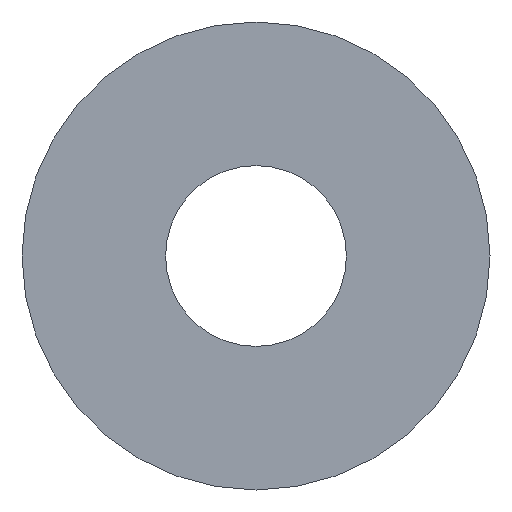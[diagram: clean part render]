
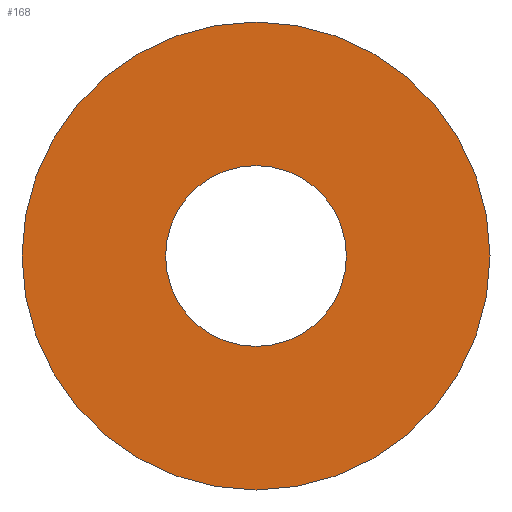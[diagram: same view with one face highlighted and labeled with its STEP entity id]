
A CAD part, left-side view. The second image highlights one B-rep face of the part: STEP entity #168.
In plain terms, the highlighted planar face has unit normal (-1, 0, 0).
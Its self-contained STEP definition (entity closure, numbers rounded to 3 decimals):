
#4 = EDGE_LOOP ( 'NONE', ( #36, #8 ) ) ;
#8 = ORIENTED_EDGE ( 'NONE', *, *, #145, .F. ) ;
#14 = DIRECTION ( 'NONE',  ( 0., 0., -1. ) ) ;
#17 = CARTESIAN_POINT ( 'NONE',  ( -14.5, 0., 0. ) ) ;
#21 = VERTEX_POINT ( 'NONE', #173 ) ;
#24 = DIRECTION ( 'NONE',  ( 1., 0., 0. ) ) ;
#36 = ORIENTED_EDGE ( 'NONE', *, *, #321, .F. ) ;
#39 = CARTESIAN_POINT ( 'NONE',  ( -14.5, 0., 11. ) ) ;
#51 = CIRCLE ( 'NONE', #130, 4.25 ) ;
#53 = DIRECTION ( 'NONE',  ( 0., 0., -1. ) ) ;
#65 = CARTESIAN_POINT ( 'NONE',  ( -14.5, 0., 0. ) ) ;
#72 = EDGE_CURVE ( 'NONE', #314, #21, #51, .T. ) ;
#78 = VERTEX_POINT ( 'NONE', #301 ) ;
#85 = DIRECTION ( 'NONE',  ( 0., 0., 1. ) ) ;
#89 = VERTEX_POINT ( 'NONE', #39 ) ;
#95 = FACE_OUTER_BOUND ( 'NONE', #4, .T. ) ;
#103 = CARTESIAN_POINT ( 'NONE',  ( -14.5, 0., 4.25 ) ) ;
#104 = ORIENTED_EDGE ( 'NONE', *, *, #72, .T. ) ;
#129 = DIRECTION ( 'NONE',  ( 1., 0., 0. ) ) ;
#130 = AXIS2_PLACEMENT_3D ( 'NONE', #17, #232, #14 ) ;
#144 = DIRECTION ( 'NONE',  ( 1., 0., 0. ) ) ;
#145 = EDGE_CURVE ( 'NONE', #89, #78, #304, .T. ) ;
#147 = EDGE_LOOP ( 'NONE', ( #217, #104 ) ) ;
#149 = AXIS2_PLACEMENT_3D ( 'NONE', #65, #144, #303 ) ;
#161 = DIRECTION ( 'NONE',  ( 0., 0., -1. ) ) ;
#168 = ADVANCED_FACE ( 'NONE', ( #279, #95 ), #365, .T. ) ;
#173 = CARTESIAN_POINT ( 'NONE',  ( -14.5, 0., -4.25 ) ) ;
#217 = ORIENTED_EDGE ( 'NONE', *, *, #318, .T. ) ;
#230 = DIRECTION ( 'NONE',  ( -1., 0., 0. ) ) ;
#232 = DIRECTION ( 'NONE',  ( 1., 0., 0. ) ) ;
#240 = AXIS2_PLACEMENT_3D ( 'NONE', #340, #129, #161 ) ;
#252 = AXIS2_PLACEMENT_3D ( 'NONE', #374, #24, #53 ) ;
#259 = CIRCLE ( 'NONE', #240, 11. ) ;
#279 = FACE_BOUND ( 'NONE', #147, .T. ) ;
#301 = CARTESIAN_POINT ( 'NONE',  ( -14.5, 0., -11. ) ) ;
#303 = DIRECTION ( 'NONE',  ( 0., 0., -1. ) ) ;
#304 = CIRCLE ( 'NONE', #149, 11. ) ;
#314 = VERTEX_POINT ( 'NONE', #103 ) ;
#318 = EDGE_CURVE ( 'NONE', #21, #314, #343, .T. ) ;
#321 = EDGE_CURVE ( 'NONE', #78, #89, #259, .T. ) ;
#331 = CARTESIAN_POINT ( 'NONE',  ( -14.5, 4.25, 0. ) ) ;
#334 = AXIS2_PLACEMENT_3D ( 'NONE', #331, #230, #85 ) ;
#340 = CARTESIAN_POINT ( 'NONE',  ( -14.5, 0., 0. ) ) ;
#343 = CIRCLE ( 'NONE', #252, 4.25 ) ;
#365 = PLANE ( 'NONE',  #334 ) ;
#374 = CARTESIAN_POINT ( 'NONE',  ( -14.5, 0., 0. ) ) ;
